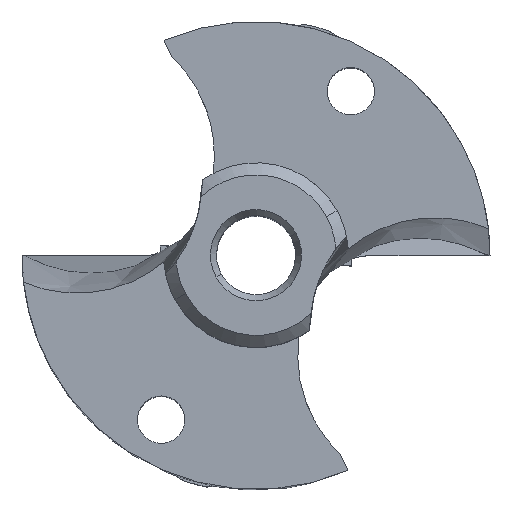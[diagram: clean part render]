
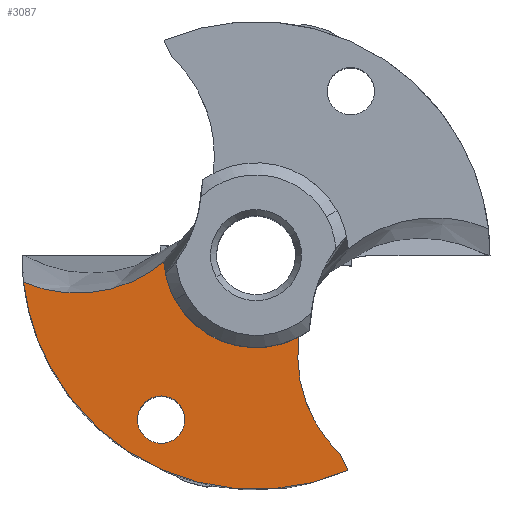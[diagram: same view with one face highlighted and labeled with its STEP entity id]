
A CAD part, top view. The second image highlights one B-rep face of the part: STEP entity #3087.
In plain terms, the highlighted planar face has unit normal (0, 0, 1).
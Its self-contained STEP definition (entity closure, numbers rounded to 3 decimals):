
#281=AXIS2_PLACEMENT_3D('Circle Axis2P3D',#279,#280,$) ;
#707=AXIS2_PLACEMENT_3D('Circle Axis2P3D',#705,#706,$) ;
#726=AXIS2_PLACEMENT_3D('Circle Axis2P3D',#724,#725,$) ;
#994=AXIS2_PLACEMENT_3D('Circle Axis2P3D',#992,#993,$) ;
#1333=AXIS2_PLACEMENT_3D('Circle Axis2P3D',#1331,#1332,$) ;
#1427=AXIS2_PLACEMENT_3D('Plane Axis2P3D',#1424,#1425,#1426) ;
#3071=AXIS2_PLACEMENT_3D('Circle Axis2P3D',#3069,#3070,$) ;
#276=CARTESIAN_POINT('Vertex',(-16.893,-9.229,0.)) ;
#279=CARTESIAN_POINT('Axis2P3D Location',(0.,0.,0.)) ;
#283=CARTESIAN_POINT('Vertex',(-19.124,-2.198,0.)) ;
#458=CARTESIAN_POINT('Vertex',(6.953,-16.379,0.)) ;
#462=CARTESIAN_POINT('Control Point',(6.953,-16.379,0.)) ;
#463=CARTESIAN_POINT('Control Point',(7.076,-16.643,0.)) ;
#464=CARTESIAN_POINT('Control Point',(7.199,-16.907,0.)) ;
#465=CARTESIAN_POINT('Control Point',(7.322,-17.172,0.)) ;
#466=CARTESIAN_POINT('Control Point',(7.445,-17.436,0.)) ;
#467=CARTESIAN_POINT('Control Point',(7.568,-17.7,0.)) ;
#468=CARTESIAN_POINT('Vertex',(7.568,-17.7,0.)) ;
#702=CARTESIAN_POINT('Vertex',(-7.8,-11.56,0.)) ;
#705=CARTESIAN_POINT('Axis2P3D Location',(-7.8,-13.51,0.)) ;
#709=CARTESIAN_POINT('Vertex',(-7.8,-15.46,0.)) ;
#724=CARTESIAN_POINT('Axis2P3D Location',(-7.8,-13.51,0.)) ;
#839=CARTESIAN_POINT('Vertex',(3.535,-6.728,0.)) ;
#843=CARTESIAN_POINT('Control Point',(6.953,-16.379,0.)) ;
#844=CARTESIAN_POINT('Control Point',(5.438,-14.96,0.)) ;
#845=CARTESIAN_POINT('Control Point',(4.205,-13.14,0.)) ;
#846=CARTESIAN_POINT('Control Point',(3.451,-11.004,0.)) ;
#847=CARTESIAN_POINT('Control Point',(3.257,-8.808,0.)) ;
#848=CARTESIAN_POINT('Control Point',(3.535,-6.728,0.)) ;
#989=CARTESIAN_POINT('Vertex',(-6.67,-3.644,0.)) ;
#992=CARTESIAN_POINT('Axis2P3D Location',(0.,0.,0.)) ;
#1331=CARTESIAN_POINT('Axis2P3D Location',(0.,0.,0.)) ;
#1335=CARTESIAN_POINT('Vertex',(-7.58,-0.547,0.)) ;
#1424=CARTESIAN_POINT('Axis2P3D Location',(19.25,0.,0.)) ;
#3015=CARTESIAN_POINT('Control Point',(-19.124,-2.198,0.)) ;
#3016=CARTESIAN_POINT('Control Point',(-16.969,-3.135,0.)) ;
#3017=CARTESIAN_POINT('Control Point',(-14.458,-3.55,0.)) ;
#3018=CARTESIAN_POINT('Control Point',(-11.804,-3.185,0.)) ;
#3019=CARTESIAN_POINT('Control Point',(-9.459,-2.093,0.)) ;
#3020=CARTESIAN_POINT('Control Point',(-7.58,-0.547,0.)) ;
#3069=CARTESIAN_POINT('Axis2P3D Location',(0.,0.,0.)) ;
#280=DIRECTION('Axis2P3D Direction',(0.,0.,1.)) ;
#706=DIRECTION('Axis2P3D Direction',(-0.,0.,-1.)) ;
#725=DIRECTION('Axis2P3D Direction',(-0.,0.,-1.)) ;
#993=DIRECTION('Axis2P3D Direction',(0.,0.,1.)) ;
#1332=DIRECTION('Axis2P3D Direction',(0.,0.,1.)) ;
#1425=DIRECTION('Axis2P3D Direction',(0.,0.,1.)) ;
#1426=DIRECTION('Axis2P3D XDirection',(1.,0.,0.)) ;
#3070=DIRECTION('Axis2P3D Direction',(0.,0.,1.)) ;
#3075=ORIENTED_EDGE('',*,*,#849,.T.) ;
#3076=ORIENTED_EDGE('',*,*,#996,.F.) ;
#3077=ORIENTED_EDGE('',*,*,#1337,.F.) ;
#3078=ORIENTED_EDGE('',*,*,#3021,.F.) ;
#3079=ORIENTED_EDGE('',*,*,#285,.T.) ;
#3080=ORIENTED_EDGE('',*,*,#3073,.T.) ;
#3081=ORIENTED_EDGE('',*,*,#470,.F.) ;
#3084=ORIENTED_EDGE('',*,*,#711,.T.) ;
#3085=ORIENTED_EDGE('',*,*,#728,.T.) ;
#3086=FACE_BOUND('',#3083,.T.) ;
#3087=ADVANCED_FACE('NOCUT',(#3082,#3086),#1428,.T.) ;
#461=B_SPLINE_CURVE_WITH_KNOTS('',5,(#462,#463,#464,#465,#466,#467),.UNSPECIFIED.,.F.,.U.,(6,6),(1.804,3.261),.UNSPECIFIED.) ;
#842=B_SPLINE_CURVE_WITH_KNOTS('',5,(#843,#844,#845,#846,#847,#848),.UNSPECIFIED.,.F.,.U.,(6,6),(3.673,18.579),.UNSPECIFIED.) ;
#3014=B_SPLINE_CURVE_WITH_KNOTS('',5,(#3015,#3016,#3017,#3018,#3019,#3020),.UNSPECIFIED.,.F.,.U.,(6,6),(0.203,17.484),.UNSPECIFIED.) ;
#282=CIRCLE('generated circle',#281,19.25) ;
#708=CIRCLE('generated circle',#707,1.95) ;
#727=CIRCLE('generated circle',#726,1.95) ;
#995=CIRCLE('generated circle',#994,7.6) ;
#1334=CIRCLE('generated circle',#1333,7.6) ;
#3072=CIRCLE('generated circle',#3071,19.25) ;
#285=EDGE_CURVE('',#284,#277,#282,.T.) ;
#470=EDGE_CURVE('',#459,#469,#461,.T.) ;
#711=EDGE_CURVE('',#710,#703,#708,.T.) ;
#728=EDGE_CURVE('',#703,#710,#727,.T.) ;
#849=EDGE_CURVE('',#459,#840,#842,.T.) ;
#996=EDGE_CURVE('',#990,#840,#995,.T.) ;
#1337=EDGE_CURVE('',#1336,#990,#1334,.T.) ;
#3021=EDGE_CURVE('',#284,#1336,#3014,.T.) ;
#3073=EDGE_CURVE('',#277,#469,#3072,.T.) ;
#3074=EDGE_LOOP('',(#3075,#3076,#3077,#3078,#3079,#3080,#3081)) ;
#3083=EDGE_LOOP('',(#3084,#3085)) ;
#3082=FACE_OUTER_BOUND('',#3074,.T.) ;
#1428=PLANE('',#1427) ;
#277=VERTEX_POINT('',#276) ;
#284=VERTEX_POINT('',#283) ;
#459=VERTEX_POINT('',#458) ;
#469=VERTEX_POINT('',#468) ;
#703=VERTEX_POINT('',#702) ;
#710=VERTEX_POINT('',#709) ;
#840=VERTEX_POINT('',#839) ;
#990=VERTEX_POINT('',#989) ;
#1336=VERTEX_POINT('',#1335) ;
